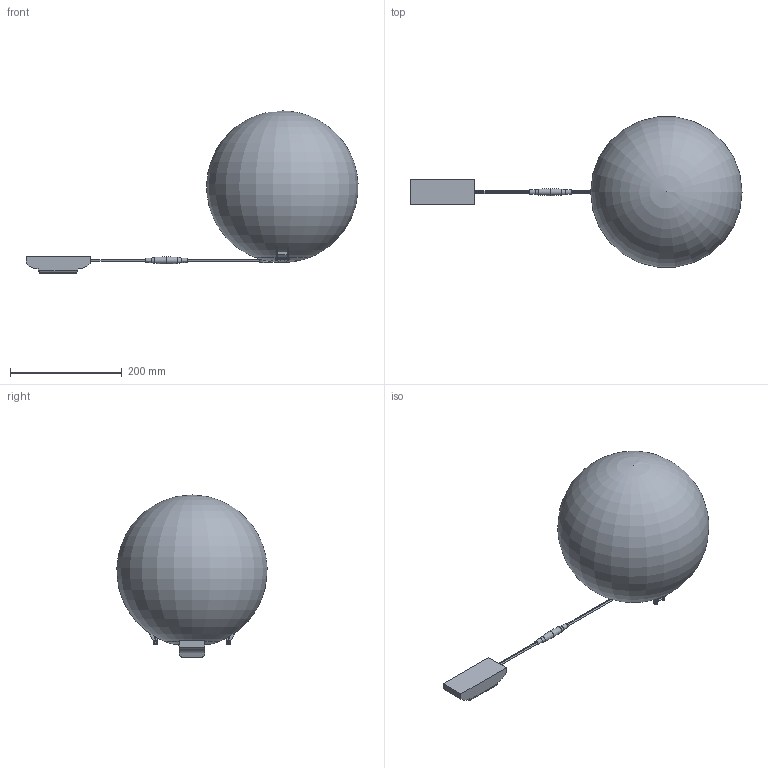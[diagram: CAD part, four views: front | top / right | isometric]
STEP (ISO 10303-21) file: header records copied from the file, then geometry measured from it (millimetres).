
FILE_DESCRIPTION (( 'STEP AP214' ), '1' );
FILE_NAME ('DL_ALU_14W.STEP', '2022-01-27T13:53:34', ( '' ), ( '' ), 'SwSTEP 2.0', 'SolidWorks 2020', '' );
FILE_SCHEMA (( 'AUTOMOTIVE_DESIGN' ));
Length unit declared in the file: millimetre
Products named in the file (1): DL_ALU_14W
Bounding box: 595.14 x 269.25 x 290.68 mm (x, y, z)
Volume: 550543.3 mm3; surface area: 581487.8 mm2
Topology: 11 solids, 13 shells, 521 faces, 1284 edges, 794 vertices
Faces by surface type: plane 225, cylinder 194, torus 54, bspline 24, cone 20, sphere 4
Full cylindrical faces by diameter (mm): 128.272 x1, 160.008 x1
Entity records: 22544 total; most frequent: CARTESIAN_POINT 4533, DIRECTION 2576, ORIENTED_EDGE 2508, EDGE_CURVE 1254, AXIS2_PLACEMENT_3D 959, VERTEX_POINT 786, LINE 658, VECTOR 658
